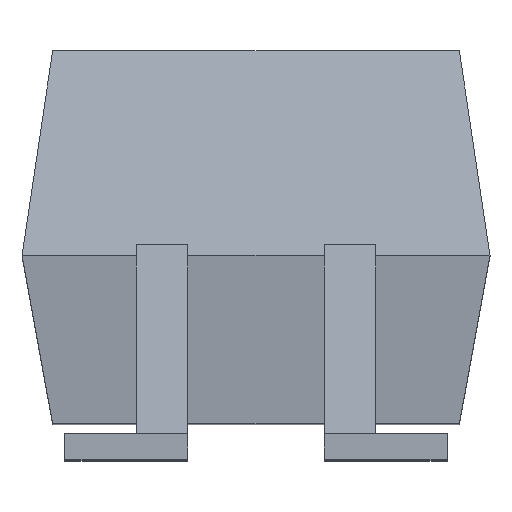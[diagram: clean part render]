
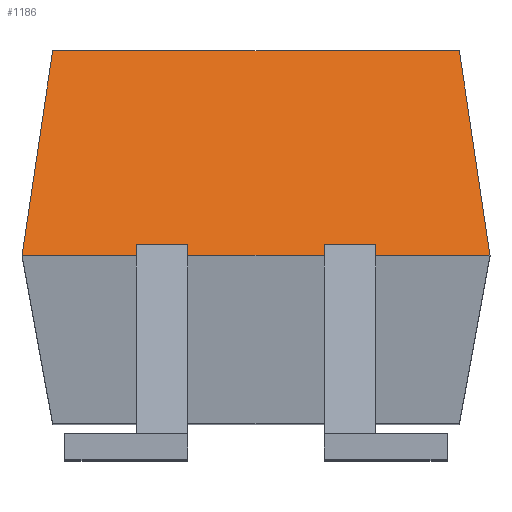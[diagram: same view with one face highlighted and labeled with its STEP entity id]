
A CAD part, top view. The second image highlights one B-rep face of the part: STEP entity #1186.
In plain terms, the highlighted planar face has unit normal (0, 0.283, 0.959).
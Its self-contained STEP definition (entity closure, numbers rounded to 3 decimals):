
#41=FACE_OUTER_BOUND('',#110,.T.);
#110=EDGE_LOOP('',(#840,#841,#842,#843,#844,#845,#846,#847,#848,#849,#850,
#851));
#189=LINE('',#1687,#354);
#194=LINE('',#1698,#359);
#195=LINE('',#1700,#360);
#201=LINE('',#1716,#366);
#202=LINE('',#1718,#367);
#203=LINE('',#1720,#368);
#204=LINE('',#1721,#369);
#205=LINE('',#1723,#370);
#206=LINE('',#1725,#371);
#207=LINE('',#1727,#372);
#208=LINE('',#1729,#373);
#209=LINE('',#1730,#374);
#354=VECTOR('',#1367,1000.);
#359=VECTOR('',#1380,1000.);
#360=VECTOR('',#1383,1000.);
#366=VECTOR('',#1399,1000.);
#367=VECTOR('',#1400,1000.);
#368=VECTOR('',#1401,1000.);
#369=VECTOR('',#1402,1000.);
#370=VECTOR('',#1403,1000.);
#371=VECTOR('',#1404,1000.);
#372=VECTOR('',#1405,1000.);
#373=VECTOR('',#1406,1000.);
#374=VECTOR('',#1407,1000.);
#512=VERTEX_POINT('',#1683);
#513=VERTEX_POINT('',#1685);
#514=VERTEX_POINT('',#1694);
#515=VERTEX_POINT('',#1696);
#519=VERTEX_POINT('',#1714);
#520=VERTEX_POINT('',#1715);
#521=VERTEX_POINT('',#1717);
#522=VERTEX_POINT('',#1719);
#523=VERTEX_POINT('',#1722);
#524=VERTEX_POINT('',#1724);
#525=VERTEX_POINT('',#1726);
#526=VERTEX_POINT('',#1728);
#629=EDGE_CURVE('',#512,#513,#189,.T.);
#634=EDGE_CURVE('',#514,#515,#194,.T.);
#635=EDGE_CURVE('',#513,#514,#195,.T.);
#642=EDGE_CURVE('',#519,#520,#201,.T.);
#643=EDGE_CURVE('',#519,#521,#202,.T.);
#644=EDGE_CURVE('',#521,#522,#203,.T.);
#645=EDGE_CURVE('',#512,#522,#204,.T.);
#646=EDGE_CURVE('',#523,#515,#205,.T.);
#647=EDGE_CURVE('',#524,#523,#206,.T.);
#648=EDGE_CURVE('',#525,#524,#207,.T.);
#649=EDGE_CURVE('',#526,#525,#208,.T.);
#650=EDGE_CURVE('',#520,#526,#209,.T.);
#840=ORIENTED_EDGE('',*,*,#642,.F.);
#841=ORIENTED_EDGE('',*,*,#643,.T.);
#842=ORIENTED_EDGE('',*,*,#644,.T.);
#843=ORIENTED_EDGE('',*,*,#645,.F.);
#844=ORIENTED_EDGE('',*,*,#629,.T.);
#845=ORIENTED_EDGE('',*,*,#635,.T.);
#846=ORIENTED_EDGE('',*,*,#634,.T.);
#847=ORIENTED_EDGE('',*,*,#646,.F.);
#848=ORIENTED_EDGE('',*,*,#647,.F.);
#849=ORIENTED_EDGE('',*,*,#648,.F.);
#850=ORIENTED_EDGE('',*,*,#649,.F.);
#851=ORIENTED_EDGE('',*,*,#650,.F.);
#1119=PLANE('',#1273);
#1186=ADVANCED_FACE('',(#41),#1119,.F.);
#1273=AXIS2_PLACEMENT_3D('',#1713,#1397,#1398);
#1367=DIRECTION('',(-0.142,0.949,-0.28));
#1380=DIRECTION('',(-0.142,-0.949,0.28));
#1383=DIRECTION('',(-1.,0.,0.));
#1397=DIRECTION('center_axis',(0.,-0.283,-0.959));
#1398=DIRECTION('ref_axis',(0.,0.959,-0.283));
#1399=DIRECTION('',(0.,-0.959,0.283));
#1400=DIRECTION('',(1.,0.,0.));
#1401=DIRECTION('',(0.,-0.959,0.283));
#1402=DIRECTION('',(-1.,0.,0.));
#1403=DIRECTION('',(-1.,0.,0.));
#1404=DIRECTION('',(0.,-0.959,0.283));
#1405=DIRECTION('',(-1.,0.,0.));
#1406=DIRECTION('',(0.,0.959,-0.283));
#1407=DIRECTION('',(-1.,0.,0.));
#1683=CARTESIAN_POINT('',(3.56,2.,3.2));
#1685=CARTESIAN_POINT('',(3.26,4.,2.61));
#1687=CARTESIAN_POINT('',(3.266,3.959,2.622));
#1694=CARTESIAN_POINT('',(-0.72,4.,2.61));
#1696=CARTESIAN_POINT('',(-1.02,2.,3.2));
#1698=CARTESIAN_POINT('',(-0.633,4.579,2.439));
#1700=CARTESIAN_POINT('',(3.56,4.,2.61));
#1713=CARTESIAN_POINT('Origin',(3.56,4.,2.61));
#1714=CARTESIAN_POINT('',(1.94,2.1,3.171));
#1715=CARTESIAN_POINT('',(1.94,2.,3.2));
#1716=CARTESIAN_POINT('',(1.94,4.,2.61));
#1717=CARTESIAN_POINT('',(2.44,2.1,3.171));
#1718=CARTESIAN_POINT('',(3.56,2.1,3.171));
#1719=CARTESIAN_POINT('',(2.44,2.,3.2));
#1720=CARTESIAN_POINT('',(2.44,2.1,3.171));
#1721=CARTESIAN_POINT('',(3.56,2.,3.2));
#1722=CARTESIAN_POINT('',(0.1,2.,3.2));
#1723=CARTESIAN_POINT('',(3.56,2.,3.2));
#1724=CARTESIAN_POINT('',(0.1,2.1,3.171));
#1725=CARTESIAN_POINT('',(0.1,2.1,3.171));
#1726=CARTESIAN_POINT('',(0.6,2.1,3.171));
#1727=CARTESIAN_POINT('',(3.56,2.1,3.171));
#1728=CARTESIAN_POINT('',(0.6,2.,3.2));
#1729=CARTESIAN_POINT('',(0.6,4.,2.61));
#1730=CARTESIAN_POINT('',(3.56,2.,3.2));
